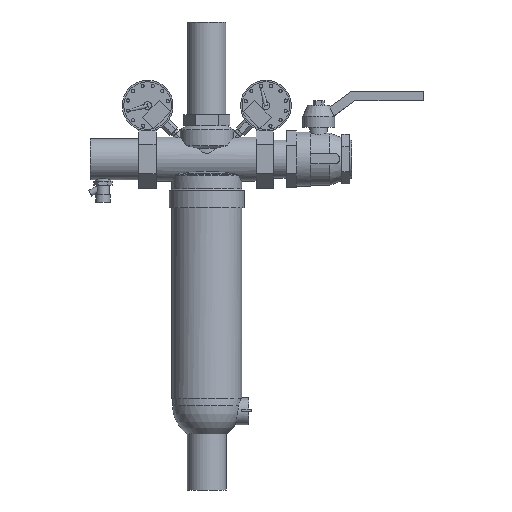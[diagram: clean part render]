
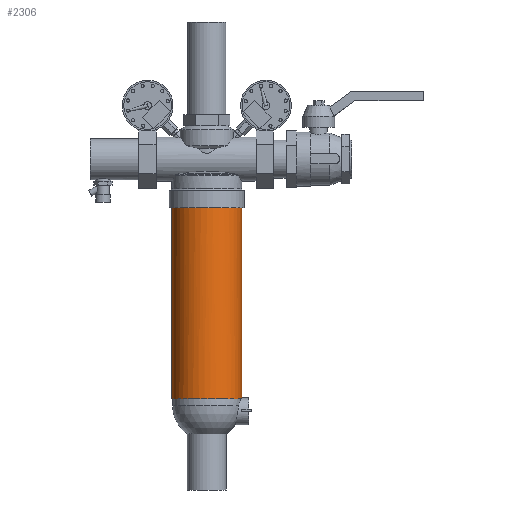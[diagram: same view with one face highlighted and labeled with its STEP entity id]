
A CAD part, front view. The second image highlights one B-rep face of the part: STEP entity #2306.
In plain terms, the highlighted cylindrical face has radius 44 mm (diameter 88 mm), a partial arc.
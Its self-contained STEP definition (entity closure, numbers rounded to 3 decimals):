
#2306=ADVANCED_FACE('',(#5617),#5618,.T.);
#2400=EDGE_CURVE('',#2824,#2822,#5720,.T.);
#2822=VERTEX_POINT('',#6185);
#2824=VERTEX_POINT('',#6187);
#3012=EDGE_CURVE('',#3626,#4066,#6391,.T.);
#3082=EDGE_CURVE('',#2824,#3928,#6469,.T.);
#3588=EDGE_CURVE('',#4066,#3928,#7039,.T.);
#3626=VERTEX_POINT('',#7079);
#3928=VERTEX_POINT('',#7427);
#4066=VERTEX_POINT('',#7581);
#4196=EDGE_CURVE('',#3626,#2822,#7733,.T.);
#5617=FACE_OUTER_BOUND('',#9731,.T.);
#5618=CYLINDRICAL_SURFACE('',#9732,44.0);
#5720=LINE('',#9887,#9888);
#6185=CARTESIAN_POINT('',(-44.0,0.,-302.0));
#6187=CARTESIAN_POINT('',(-44.0,0.,-61.0));
#6391=B_SPLINE_CURVE_WITH_KNOTS('',3,(#11139,#11140,#11141,#11142,#11143,#11144,#11145,#11146,#11147,#11148),.UNSPECIFIED.,.F.,.F.,(4,2,2,2,4),(71.255,74.492,77.729,80.966,84.204),.UNSPECIFIED.);
#6469=CIRCLE('',#11337,44.0);
#7039=LINE('',#12455,#12456);
#7079=CARTESIAN_POINT('',(43.623,-5.745,-302.0));
#7427=CARTESIAN_POINT('',(44.0,0.0,-61.0));
#7581=CARTESIAN_POINT('',(44.0,0.,-301.0));
#7733=CIRCLE('',#13716,44.0);
#9731=EDGE_LOOP('',(#15914,#15915,#15916,#15917,#15918));
#9732=AXIS2_PLACEMENT_3D('',#15919,#15920,#15921);
#9887=CARTESIAN_POINT('',(-44.0,0.,-169.5));
#9888=VECTOR('',#16021,1.0);
#11139=CARTESIAN_POINT('',(43.512,-6.537,-302.307));
#11140=CARTESIAN_POINT('',(43.669,-5.491,-301.871));
#11141=CARTESIAN_POINT('',(43.794,-4.397,-301.54));
#11142=CARTESIAN_POINT('',(43.959,-2.192,-301.104));
#11143=CARTESIAN_POINT('',(44.0,-1.079,-301.0));
#11144=CARTESIAN_POINT('',(44.0,1.079,-301.0));
#11145=CARTESIAN_POINT('',(43.959,2.192,-301.104));
#11146=CARTESIAN_POINT('',(43.794,4.397,-301.54));
#11147=CARTESIAN_POINT('',(43.669,5.491,-301.871));
#11148=CARTESIAN_POINT('',(43.512,6.537,-302.307));
#11337=AXIS2_PLACEMENT_3D('',#16878,#16879,#16880);
#12455=CARTESIAN_POINT('',(44.0,0.,-169.5));
#12456=VECTOR('',#17507,1.0);
#13716=AXIS2_PLACEMENT_3D('',#18342,#18343,#18344);
#15914=ORIENTED_EDGE('',*,*,#3588,.T.);
#15915=ORIENTED_EDGE('',*,*,#3082,.F.);
#15916=ORIENTED_EDGE('',*,*,#2400,.T.);
#15917=ORIENTED_EDGE('',*,*,#4196,.F.);
#15918=ORIENTED_EDGE('',*,*,#3012,.T.);
#15919=CARTESIAN_POINT('',(0.0,0.0,-169.5));
#15920=DIRECTION('',(0.0,0.0,-1.0));
#15921=DIRECTION('',(1.0,0.0,0.0));
#16021=DIRECTION('',(0.0,0.0,-1.0));
#16878=CARTESIAN_POINT('',(0.0,0.0,-61.0));
#16879=DIRECTION('',(0.0,0.0,1.0));
#16880=DIRECTION('',(1.0,0.0,0.0));
#17507=DIRECTION('',(0.0,0.0,1.0));
#18342=CARTESIAN_POINT('',(0.0,0.0,-302.0));
#18343=DIRECTION('',(0.0,0.0,-1.0));
#18344=DIRECTION('',(1.0,0.0,0.0));
